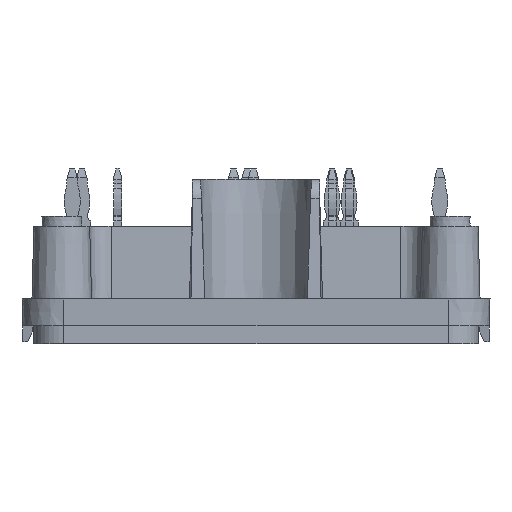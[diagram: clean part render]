
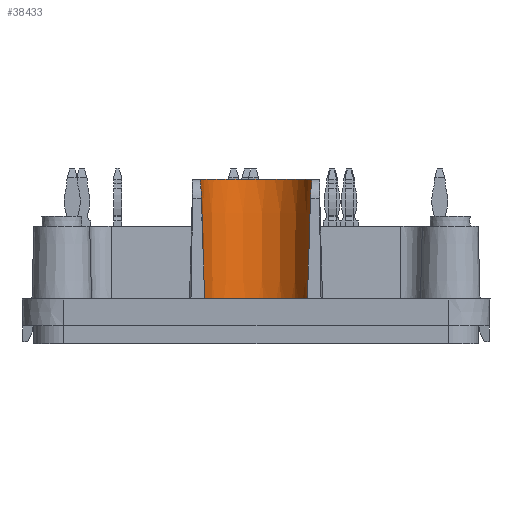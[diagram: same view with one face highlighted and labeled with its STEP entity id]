
A CAD part, left-side view. The second image highlights one B-rep face of the part: STEP entity #38433.
In plain terms, the highlighted conical face has half-angle 1 degrees and reference radius 5.538 mm.
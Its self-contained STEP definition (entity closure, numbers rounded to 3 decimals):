
#127=CONICAL_SURFACE('',#40361,5.538,0.017);
#423=B_SPLINE_CURVE_WITH_KNOTS('',3,(#53869,#53870,#53871,#53872,#53873),
 .UNSPECIFIED.,.F.,.F.,(4,1,4),(0.,0.002,0.003),
 .UNSPECIFIED.);
#424=B_SPLINE_CURVE_WITH_KNOTS('',3,(#53881,#53882,#53883,#53884,#53885),
 .UNSPECIFIED.,.F.,.F.,(4,1,4),(0.,0.002,
0.003),.UNSPECIFIED.);
#494=ELLIPSE('',#40354,126.261,6.231);
#495=ELLIPSE('',#40360,126.261,6.231);
#9004=ORIENTED_EDGE('',*,*,#15516,.F.);
#9005=ORIENTED_EDGE('',*,*,#16509,.T.);
#9006=ORIENTED_EDGE('',*,*,#16507,.T.);
#9007=ORIENTED_EDGE('',*,*,#16505,.T.);
#9008=ORIENTED_EDGE('',*,*,#16503,.T.);
#9009=ORIENTED_EDGE('',*,*,#16501,.T.);
#9010=ORIENTED_EDGE('',*,*,#16492,.T.);
#15516=EDGE_CURVE('',#19723,#19723,#22506,.T.);
#16492=EDGE_CURVE('',#20383,#20382,#22811,.T.);
#16501=EDGE_CURVE('',#20387,#20383,#494,.F.);
#16503=EDGE_CURVE('',#20388,#20387,#423,.T.);
#16505=EDGE_CURVE('',#20389,#20388,#22814,.F.);
#16507=EDGE_CURVE('',#20390,#20389,#424,.T.);
#16509=EDGE_CURVE('',#20382,#20390,#495,.F.);
#19723=VERTEX_POINT('',#50790);
#20382=VERTEX_POINT('',#53842);
#20383=VERTEX_POINT('',#53844);
#20387=VERTEX_POINT('',#53866);
#20388=VERTEX_POINT('',#53874);
#20389=VERTEX_POINT('',#53878);
#20390=VERTEX_POINT('',#53886);
#22506=CIRCLE('',#39630,5.349);
#22811=CIRCLE('',#40345,5.375);
#22814=CIRCLE('',#40357,5.585);
#23925=EDGE_LOOP('',(#9004));
#23926=EDGE_LOOP('',(#9005,#9006,#9007,#9008,#9009,#9010));
#25589=FACE_BOUND('',#23925,.T.);
#25590=FACE_BOUND('',#23926,.T.);
#38433=ADVANCED_FACE('',(#25589,#25590),#127,.F.);
#39630=AXIS2_PLACEMENT_3D('',#50789,#42498,#42499);
#40345=AXIS2_PLACEMENT_3D('',#53843,#44282,#44283);
#40354=AXIS2_PLACEMENT_3D('',#53865,#44304,#44305);
#40357=AXIS2_PLACEMENT_3D('',#53877,#44312,#44313);
#40360=AXIS2_PLACEMENT_3D('',#53889,#44320,#44321);
#40361=AXIS2_PLACEMENT_3D('',#53890,#44322,#44323);
#42498=DIRECTION('',(0.,0.,1.));
#42499=DIRECTION('',(1.,0.,0.));
#44282=DIRECTION('',(0.,0.,1.));
#44283=DIRECTION('',(-1.,0.,0.));
#44304=DIRECTION('',(0.999,0.,-0.052));
#44305=DIRECTION('',(0.052,0.,0.999));
#44312=DIRECTION('',(0.,0.,-1.));
#44313=DIRECTION('',(1.,0.,0.));
#44320=DIRECTION('',(0.999,0.,-0.052));
#44321=DIRECTION('',(0.052,0.,0.999));
#44322=DIRECTION('',(0.,0.,1.));
#44323=DIRECTION('',(-1.,0.,0.));
#50789=CARTESIAN_POINT('',(-46.5,0.,-0.3));
#50790=CARTESIAN_POINT('',(-41.151,0.,-0.3));
#53842=CARTESIAN_POINT('',(-48.,-5.162,1.2));
#53843=CARTESIAN_POINT('',(-46.5,0.,1.2));
#53844=CARTESIAN_POINT('',(-48.,5.162,1.2));
#53865=CARTESIAN_POINT('',(-44.299,0.,71.817));
#53866=CARTESIAN_POINT('',(-47.47,5.466,11.305));
#53869=CARTESIAN_POINT('',(-45.473,5.49,13.2));
#53870=CARTESIAN_POINT('',(-45.977,5.584,13.2));
#53871=CARTESIAN_POINT('',(-46.987,5.597,12.796));
#53872=CARTESIAN_POINT('',(-47.444,5.48,11.816));
#53873=CARTESIAN_POINT('',(-47.47,5.466,11.305));
#53874=CARTESIAN_POINT('',(-45.473,5.49,13.2));
#53877=CARTESIAN_POINT('',(-46.5,0.,13.2));
#53878=CARTESIAN_POINT('',(-45.473,-5.49,13.2));
#53881=CARTESIAN_POINT('',(-47.47,-5.466,11.305));
#53882=CARTESIAN_POINT('',(-47.444,-5.48,11.816));
#53883=CARTESIAN_POINT('',(-46.988,-5.597,12.795));
#53884=CARTESIAN_POINT('',(-45.977,-5.584,13.2));
#53885=CARTESIAN_POINT('',(-45.473,-5.49,13.2));
#53886=CARTESIAN_POINT('',(-47.47,-5.466,11.305));
#53889=CARTESIAN_POINT('',(-44.299,0.,71.817));
#53890=CARTESIAN_POINT('',(-46.5,0.,10.497));
